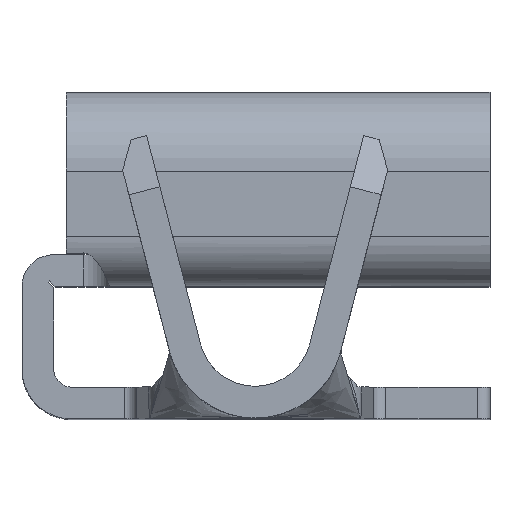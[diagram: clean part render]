
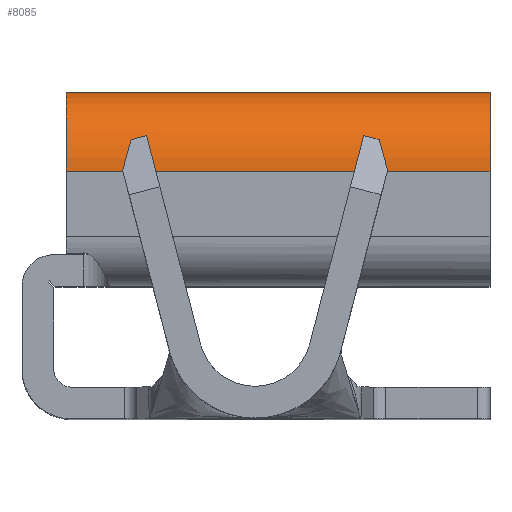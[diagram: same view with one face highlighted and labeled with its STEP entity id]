
A CAD part, top view. The second image highlights one B-rep face of the part: STEP entity #8085.
In plain terms, the highlighted cylindrical face has radius 1.137 mm (diameter 2.273 mm), a partial arc.
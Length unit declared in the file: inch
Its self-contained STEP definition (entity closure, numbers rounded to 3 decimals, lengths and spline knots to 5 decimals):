
#96 = CARTESIAN_POINT ( 'NONE',  ( 0., 0.04725, 0.10525 ) ) ;
#216 = CARTESIAN_POINT ( 'NONE',  ( 0., 0.04725, 0.15 ) ) ;
#553 = CARTESIAN_POINT ( 'NONE',  ( -0.24, 0.072, 0.06797 ) ) ;
#579 = VERTEX_POINT ( 'NONE', #216 ) ;
#821 = DIRECTION ( 'NONE',  ( 0., 0., -1. ) ) ;
#841 = VERTEX_POINT ( 'NONE', #4534 ) ;
#1279 = CARTESIAN_POINT ( 'NONE',  ( -0.23959, 0.06866, 0.06595 ) ) ;
#1555 = DIRECTION ( 'NONE',  ( 1., 0., 0. ) ) ;
#1556 = DIRECTION ( 'NONE',  ( 1., 0., 0. ) ) ;
#1580 = DIRECTION ( 'NONE',  ( 1., 0., 0. ) ) ;
#1806 = EDGE_CURVE ( 'NONE', #5739, #841, #5870, .T. ) ;
#1968 = B_SPLINE_CURVE_WITH_KNOTS ( 'NONE', 3,
 ( #2063, #4832, #4164, #9002 ),
 .UNSPECIFIED., .F., .F.,
 ( 4, 4 ),
 ( 0., 1. ),
 .UNSPECIFIED. ) ;
#2063 = CARTESIAN_POINT ( 'NONE',  ( 0., 0.06623, 0.06472 ) ) ;
#2179 = CIRCLE ( 'NONE', #3141, 0.04475 ) ;
#2206 = CARTESIAN_POINT ( 'NONE',  ( -0.24, 0.04725, 0.15 ) ) ;
#2381 = AXIS2_PLACEMENT_3D ( 'NONE', #96, #5005, #821 ) ;
#2489 = VECTOR ( 'NONE', #1580, 39.37008 ) ;
#2526 = B_SPLINE_CURVE_WITH_KNOTS ( 'NONE', 3,
 ( #8789, #6043, #7444, #3273 ),
 .UNSPECIFIED., .F., .F.,
 ( 4, 4 ),
 ( 0.00001, 1. ),
 .UNSPECIFIED. ) ;
#2530 = EDGE_CURVE ( 'NONE', #2881, #5569, #1968, .T. ) ;
#2588 = CARTESIAN_POINT ( 'NONE',  ( -0.23922, 0.06743, 0.06531 ) ) ;
#2657 = EDGE_CURVE ( 'NONE', #8365, #5569, #4339, .T. ) ;
#2687 = CARTESIAN_POINT ( 'NONE',  ( -0.2365, 0.06317, 0.06343 ) ) ;
#2702 = CARTESIAN_POINT ( 'NONE',  ( -0.24, 0.04725, 0.15 ) ) ;
#2881 = VERTEX_POINT ( 'NONE', #3218 ) ;
#2899 = DIRECTION ( 'NONE',  ( 1., 0., 0. ) ) ;
#3141 = AXIS2_PLACEMENT_3D ( 'NONE', #5721, #1556, #6414 ) ;
#3171 = VECTOR ( 'NONE', #2899, 39.37008 ) ;
#3218 = CARTESIAN_POINT ( 'NONE',  ( 0., 0.06623, 0.06472 ) ) ;
#3273 = CARTESIAN_POINT ( 'NONE',  ( -0.2193, 0.04725, 0.0605 ) ) ;
#3277 = CIRCLE ( 'NONE', #2381, 0.04475 ) ;
#3437 = CARTESIAN_POINT ( 'NONE',  ( -0.2365, 0.06317, 0.06343 ) ) ;
#3932 = CARTESIAN_POINT ( 'NONE',  ( -0.23785, 0.0647, 0.06404 ) ) ;
#3935 = EDGE_CURVE ( 'NONE', #5739, #8365, #2526, .T. ) ;
#3981 = CARTESIAN_POINT ( 'NONE',  ( -0.2193, 0.04725, 0.0605 ) ) ;
#4056 = CARTESIAN_POINT ( 'NONE',  ( -0.23943, 0.06804, 0.06562 ) ) ;
#4108 = EDGE_LOOP ( 'NONE', ( #4590, #5371, #6285, #5455, #8735, #8950, #7944 ) ) ;
#4164 = CARTESIAN_POINT ( 'NONE',  ( -0.0138, 0.05378, 0.0605 ) ) ;
#4315 = AXIS2_PLACEMENT_3D ( 'NONE', #6386, #1555, #6413 ) ;
#4339 = LINE ( 'NONE', #5042, #2489 ) ;
#4534 = CARTESIAN_POINT ( 'NONE',  ( -0.24, 0.072, 0.06797 ) ) ;
#4590 = ORIENTED_EDGE ( 'NONE', *, *, #6849, .T. ) ;
#4601 = CARTESIAN_POINT ( 'NONE',  ( -0.23779, 0.06462, 0.06401 ) ) ;
#4832 = CARTESIAN_POINT ( 'NONE',  ( -0.0069, 0.06031, 0.06195 ) ) ;
#4837 = CARTESIAN_POINT ( 'NONE',  ( -0.0207, 0.04725, 0.0605 ) ) ;
#5005 = DIRECTION ( 'NONE',  ( -1., 0., 0. ) ) ;
#5042 = CARTESIAN_POINT ( 'NONE',  ( -0.24, 0.04725, 0.0605 ) ) ;
#5158 = EDGE_CURVE ( 'NONE', #7175, #579, #8702, .T. ) ;
#5366 = CARTESIAN_POINT ( 'NONE',  ( -0.23837, 0.06549, 0.06438 ) ) ;
#5371 = ORIENTED_EDGE ( 'NONE', *, *, #5158, .T. ) ;
#5455 = ORIENTED_EDGE ( 'NONE', *, *, #2530, .T. ) ;
#5569 = VERTEX_POINT ( 'NONE', #4837 ) ;
#5721 = CARTESIAN_POINT ( 'NONE',  ( -0.24, 0.04725, 0.10525 ) ) ;
#5739 = VERTEX_POINT ( 'NONE', #3437 ) ;
#5870 = B_SPLINE_CURVE_WITH_KNOTS ( 'NONE', 3,
 ( #2687, #8895, #8169, #7433, #4601, #3932, #5366, #7484, #2588, #4056, #1279, #8117, #5997, #6146, #8745, #553 ),
 .UNSPECIFIED., .F., .F.,
 ( 4, 1, 2, 2, 2, 1, 2, 2, 4 ),
 ( 0., 0.125, 0.1875, 0.25, 0.5, 0.625, 0.6875, 0.75, 1. ),
 .UNSPECIFIED. ) ;
#5997 = CARTESIAN_POINT ( 'NONE',  ( -0.23974, 0.06932, 0.06632 ) ) ;
#6043 = CARTESIAN_POINT ( 'NONE',  ( -0.23077, 0.0581, 0.0615 ) ) ;
#6146 = CARTESIAN_POINT ( 'NONE',  ( -0.23987, 0.07005, 0.06674 ) ) ;
#6285 = ORIENTED_EDGE ( 'NONE', *, *, #6480, .T. ) ;
#6386 = CARTESIAN_POINT ( 'NONE',  ( -0.65977, 0.04725, 0.10525 ) ) ;
#6413 = DIRECTION ( 'NONE',  ( 0., 0., -1. ) ) ;
#6414 = DIRECTION ( 'NONE',  ( 0., 0., -1. ) ) ;
#6480 = EDGE_CURVE ( 'NONE', #579, #2881, #3277, .T. ) ;
#6849 = EDGE_CURVE ( 'NONE', #841, #7175, #2179, .T. ) ;
#7175 = VERTEX_POINT ( 'NONE', #2702 ) ;
#7433 = CARTESIAN_POINT ( 'NONE',  ( -0.23759, 0.06437, 0.0639 ) ) ;
#7444 = CARTESIAN_POINT ( 'NONE',  ( -0.22504, 0.05268, 0.0605 ) ) ;
#7484 = CARTESIAN_POINT ( 'NONE',  ( -0.23874, 0.06621, 0.06471 ) ) ;
#7491 = CYLINDRICAL_SURFACE ( 'NONE', #4315, 0.04475 ) ;
#7924 = FACE_OUTER_BOUND ( 'NONE', #4108, .T. ) ;
#7944 = ORIENTED_EDGE ( 'NONE', *, *, #1806, .T. ) ;
#8085 = ADVANCED_FACE ( 'NONE', ( #7924 ), #7491, .T. ) ;
#8117 = CARTESIAN_POINT ( 'NONE',  ( -0.23968, 0.06906, 0.06618 ) ) ;
#8169 = CARTESIAN_POINT ( 'NONE',  ( -0.23726, 0.06397, 0.06374 ) ) ;
#8365 = VERTEX_POINT ( 'NONE', #3981 ) ;
#8702 = LINE ( 'NONE', #2206, #3171 ) ;
#8735 = ORIENTED_EDGE ( 'NONE', *, *, #2657, .F. ) ;
#8745 = CARTESIAN_POINT ( 'NONE',  ( -0.23995, 0.07091, 0.06724 ) ) ;
#8789 = CARTESIAN_POINT ( 'NONE',  ( -0.2365, 0.06317, 0.06343 ) ) ;
#8895 = CARTESIAN_POINT ( 'NONE',  ( -0.23683, 0.06351, 0.06356 ) ) ;
#8950 = ORIENTED_EDGE ( 'NONE', *, *, #3935, .F. ) ;
#9002 = CARTESIAN_POINT ( 'NONE',  ( -0.0207, 0.04725, 0.0605 ) ) ;
